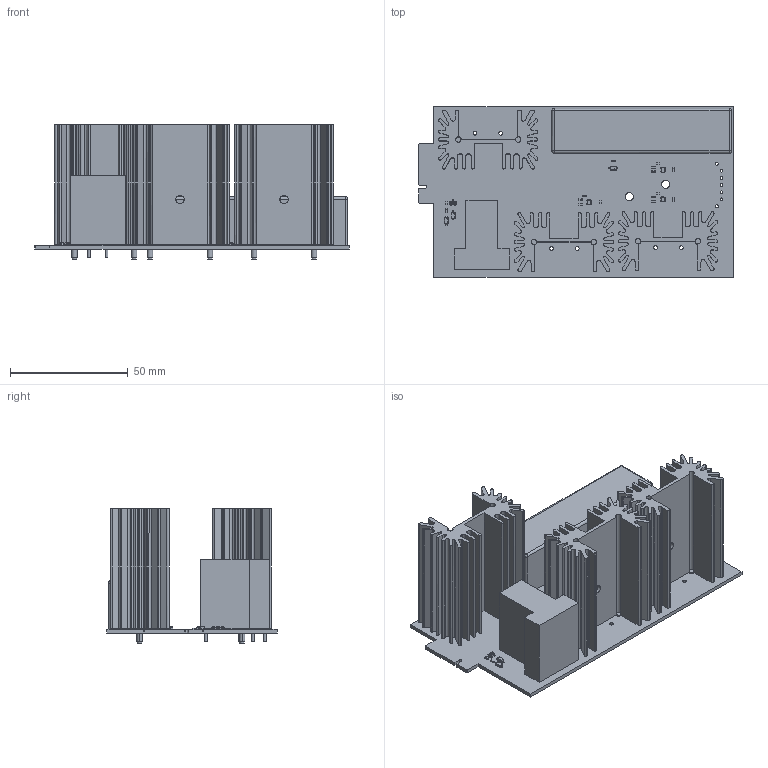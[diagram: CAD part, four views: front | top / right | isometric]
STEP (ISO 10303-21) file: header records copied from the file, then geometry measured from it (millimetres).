
FILE_DESCRIPTION(('KiCad electronic assembly'),'2;1');
FILE_NAME('precharge_discharge.step','2023-03-04T12:05:05',('Pcbnew'),( 'Kicad'),'Open CASCADE STEP processor 7.5','KiCad to STEP converter' ,'Unknown');
FILE_SCHEMA(('AUTOMOTIVE_DESIGN { 1 0 10303 214 1 1 1 1 }'));
Length unit declared in the file: millimetre
Products named in the file (18): precharge_discharge 1; G2RG-2A-X_DC12; COMPOUND; SOT-23; SOLID; RA-T2X-51E_sp001_sp; C_0603_1608Metric; D_SOD-123; R_0603_1608Metric; SOT-353_SC-70-5; Relay_3350; precharge_discharge PCB
Assembly tree (36 placements, depth 3):
  precharge_discharge 1
    G2RG-2A-X_DC12
      COMPOUND
    SOT-23
      SOLID
    RA-T2X-51E_sp001_sp  x3
      COMPOUND
    C_0603_1608Metric  x6
      SOLID
    D_SOD-123  x3
      SOLID
    R_0603_1608Metric  x9
      SOLID
    SOT-353_SC-70-5  x3
      SOLID
    Relay_3350
      SOLID
    precharge_discharge PCB
Bounding box: 133.45 x 72.14 x 57.15 mm (x, y, z)
Volume: 117043.4 mm3; surface area: 83499.3 mm2
Topology: 70 solids, 70 shells, 1820 faces, 4657 edges, 3004 vertices
Faces by surface type: bspline 1771, cylinder 32, plane 17
Full cylindrical faces by diameter (mm): 1.02 x5, 1.27 x2, 1.3 x10, 1.62 x6, 2.4 x6, 3.5 x2
Entity records: 48429 total; most frequent: CARTESIAN_POINT 19951, B_SPLINE_CURVE_WITH_KNOTS 4412, ORIENTED_EDGE 3770, PCURVE 3770, DEFINITIONAL_REPRESENTATION 3770, EDGE_CURVE 1885, SURFACE_CURVE 1818, VERTEX_POINT 1224
